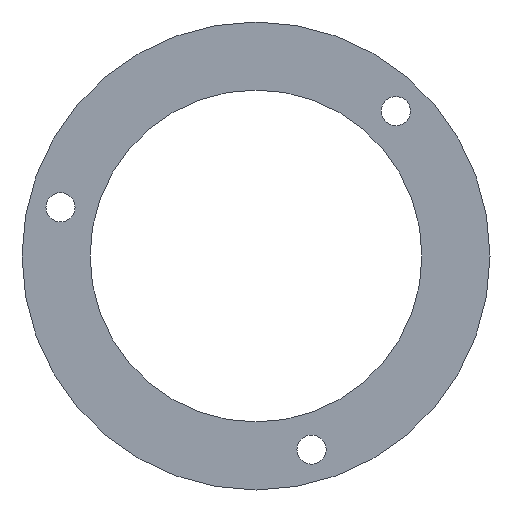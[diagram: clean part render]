
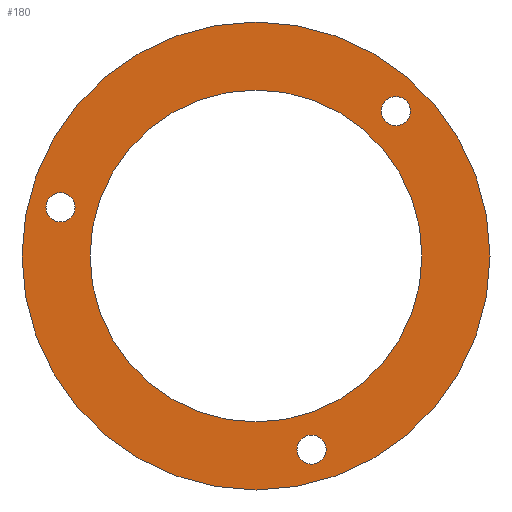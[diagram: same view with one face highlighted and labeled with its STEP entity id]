
A CAD part, front view. The second image highlights one B-rep face of the part: STEP entity #180.
In plain terms, the highlighted planar face has unit normal (0, -1, 0).
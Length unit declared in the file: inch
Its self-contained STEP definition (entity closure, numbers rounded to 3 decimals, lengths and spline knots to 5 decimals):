
#4 = EDGE_CURVE ( 'NONE', #363, #473, #336, .T. ) ;
#12 = EDGE_CURVE ( 'NONE', #426, #441, #338, .T. ) ;
#21 = EDGE_CURVE ( 'NONE', #441, #426, #333, .T. ) ;
#22 = AXIS2_PLACEMENT_3D ( 'NONE', #158, #157, #153 ) ;
#41 = DIRECTION ( 'NONE',  ( 0., 0., 1. ) ) ;
#43 = DIRECTION ( 'NONE',  ( 0., 1., 0. ) ) ;
#45 = CARTESIAN_POINT ( 'NONE',  ( -0.60356, 0.265, 0.15033 ) ) ;
#53 = AXIS2_PLACEMENT_3D ( 'NONE', #301, #204, #75 ) ;
#58 = AXIS2_PLACEMENT_3D ( 'NONE', #137, #136, #125 ) ;
#75 = DIRECTION ( 'NONE',  ( 0., 0., 1. ) ) ;
#89 = DIRECTION ( 'NONE',  ( 0., 1., 0. ) ) ;
#90 = AXIS2_PLACEMENT_3D ( 'NONE', #45, #43, #41 ) ;
#105 = EDGE_CURVE ( 'NONE', #402, #396, #309, .T. ) ;
#106 = AXIS2_PLACEMENT_3D ( 'NONE', #415, #458, #245 ) ;
#108 = CARTESIAN_POINT ( 'NONE',  ( 0., 0.265, -0.7225 ) ) ;
#123 = CARTESIAN_POINT ( 'NONE',  ( 0.43197, 0.265, 0.40253 ) ) ;
#125 = DIRECTION ( 'NONE',  ( 0., 0., 1. ) ) ;
#126 = AXIS2_PLACEMENT_3D ( 'NONE', #388, #89, #424 ) ;
#130 = CARTESIAN_POINT ( 'NONE',  ( 0., 0.265, 0.7225 ) ) ;
#132 = CARTESIAN_POINT ( 'NONE',  ( 0., 0.265, 0. ) ) ;
#133 = EDGE_CURVE ( 'NONE', #473, #363, #294, .T. ) ;
#135 = DIRECTION ( 'NONE',  ( 0., -1., 0. ) ) ;
#136 = DIRECTION ( 'NONE',  ( 0., -1., 0. ) ) ;
#137 = CARTESIAN_POINT ( 'NONE',  ( 0.43197, 0.265, 0.44753 ) ) ;
#139 = DIRECTION ( 'NONE',  ( 0., 0., 1. ) ) ;
#143 = CARTESIAN_POINT ( 'NONE',  ( 0.17159, 0.265, -0.55286 ) ) ;
#151 = DIRECTION ( 'NONE',  ( 0., 0., 1. ) ) ;
#153 = DIRECTION ( 'NONE',  ( 0., 0., 1. ) ) ;
#155 = DIRECTION ( 'NONE',  ( 0., 1., 0. ) ) ;
#157 = DIRECTION ( 'NONE',  ( 0., -1., 0. ) ) ;
#158 = CARTESIAN_POINT ( 'NONE',  ( 0.43197, 0.265, 0.44753 ) ) ;
#168 = CARTESIAN_POINT ( 'NONE',  ( 0., 0.265, 0. ) ) ;
#171 = CARTESIAN_POINT ( 'NONE',  ( 0.17159, 0.265, -0.59786 ) ) ;
#175 = DIRECTION ( 'NONE',  ( 0., 0., 1. ) ) ;
#176 = DIRECTION ( 'NONE',  ( 0., 0., 1. ) ) ;
#179 = DIRECTION ( 'NONE',  ( 0., 1., 0. ) ) ;
#180 = ADVANCED_FACE ( 'NONE', ( #279, #273, #277, #278, #276 ), #375, .T. ) ;
#181 = CARTESIAN_POINT ( 'NONE',  ( 0.17159, 0.265, -0.59786 ) ) ;
#182 = AXIS2_PLACEMENT_3D ( 'NONE', #132, #135, #139 ) ;
#183 = DIRECTION ( 'NONE',  ( 0., 1., 0. ) ) ;
#184 = CARTESIAN_POINT ( 'NONE',  ( 0., 0.265, -0.5125 ) ) ;
#185 = EDGE_CURVE ( 'NONE', #396, #402, #269, .T. ) ;
#190 = CARTESIAN_POINT ( 'NONE',  ( -0.60356, 0.265, 0.10533 ) ) ;
#199 = DIRECTION ( 'NONE',  ( 0., 0., 1. ) ) ;
#201 = AXIS2_PLACEMENT_3D ( 'NONE', #168, #155, #151 ) ;
#204 = DIRECTION ( 'NONE',  ( 0., 1., 0. ) ) ;
#230 = EDGE_CURVE ( 'NONE', #428, #452, #271, .T. ) ;
#239 = AXIS2_PLACEMENT_3D ( 'NONE', #247, #339, #199 ) ;
#245 = DIRECTION ( 'NONE',  ( -0.276, 0., 0.961 ) ) ;
#247 = CARTESIAN_POINT ( 'NONE',  ( 0., 0.265, 0. ) ) ;
#252 = CIRCLE ( 'NONE', #239, 0.7225 ) ;
#256 = CIRCLE ( 'NONE', #201, 0.5125 ) ;
#258 = CIRCLE ( 'NONE', #182, 0.7225 ) ;
#269 = CIRCLE ( 'NONE', #53, 0.045 ) ;
#271 = CIRCLE ( 'NONE', #126, 0.5125 ) ;
#273 = FACE_BOUND ( 'NONE', #370, .T. ) ;
#276 = FACE_OUTER_BOUND ( 'NONE', #369, .T. ) ;
#277 = FACE_BOUND ( 'NONE', #371, .T. ) ;
#278 = FACE_BOUND ( 'NONE', #461, .T. ) ;
#279 = FACE_BOUND ( 'NONE', #354, .T. ) ;
#294 = CIRCLE ( 'NONE', #307, 0.045 ) ;
#301 = CARTESIAN_POINT ( 'NONE',  ( -0.60356, 0.265, 0.15033 ) ) ;
#307 = AXIS2_PLACEMENT_3D ( 'NONE', #171, #183, #175 ) ;
#309 = CIRCLE ( 'NONE', #90, 0.045 ) ;
#312 = EDGE_CURVE ( 'NONE', #342, #344, #258, .T. ) ;
#314 = CARTESIAN_POINT ( 'NONE',  ( 0., 0.265, 0.5125 ) ) ;
#333 = CIRCLE ( 'NONE', #58, 0.045 ) ;
#336 = CIRCLE ( 'NONE', #466, 0.045 ) ;
#338 = CIRCLE ( 'NONE', #22, 0.045 ) ;
#339 = DIRECTION ( 'NONE',  ( 0., -1., 0. ) ) ;
#342 = VERTEX_POINT ( 'NONE', #108 ) ;
#343 = EDGE_CURVE ( 'NONE', #452, #428, #256, .T. ) ;
#344 = VERTEX_POINT ( 'NONE', #130 ) ;
#354 = EDGE_LOOP ( 'NONE', ( #449, #434 ) ) ;
#363 = VERTEX_POINT ( 'NONE', #143 ) ;
#369 = EDGE_LOOP ( 'NONE', ( #398, #470 ) ) ;
#370 = EDGE_LOOP ( 'NONE', ( #433, #450 ) ) ;
#371 = EDGE_LOOP ( 'NONE', ( #414, #474 ) ) ;
#375 = PLANE ( 'NONE',  #106 ) ;
#388 = CARTESIAN_POINT ( 'NONE',  ( 0., 0.265, 0. ) ) ;
#396 = VERTEX_POINT ( 'NONE', #439 ) ;
#398 = ORIENTED_EDGE ( 'NONE', *, *, #435, .T. ) ;
#402 = VERTEX_POINT ( 'NONE', #190 ) ;
#405 = ORIENTED_EDGE ( 'NONE', *, *, #185, .T. ) ;
#414 = ORIENTED_EDGE ( 'NONE', *, *, #343, .T. ) ;
#415 = CARTESIAN_POINT ( 'NONE',  ( 0.9045, 0.265, -0.50109 ) ) ;
#424 = DIRECTION ( 'NONE',  ( 0., 0., 1. ) ) ;
#426 = VERTEX_POINT ( 'NONE', #123 ) ;
#428 = VERTEX_POINT ( 'NONE', #184 ) ;
#433 = ORIENTED_EDGE ( 'NONE', *, *, #4, .T. ) ;
#434 = ORIENTED_EDGE ( 'NONE', *, *, #12, .F. ) ;
#435 = EDGE_CURVE ( 'NONE', #344, #342, #252, .T. ) ;
#439 = CARTESIAN_POINT ( 'NONE',  ( -0.60356, 0.265, 0.19533 ) ) ;
#441 = VERTEX_POINT ( 'NONE', #459 ) ;
#449 = ORIENTED_EDGE ( 'NONE', *, *, #21, .F. ) ;
#450 = ORIENTED_EDGE ( 'NONE', *, *, #133, .T. ) ;
#452 = VERTEX_POINT ( 'NONE', #314 ) ;
#458 = DIRECTION ( 'NONE',  ( 0., -1., 0. ) ) ;
#459 = CARTESIAN_POINT ( 'NONE',  ( 0.43197, 0.265, 0.49253 ) ) ;
#460 = CARTESIAN_POINT ( 'NONE',  ( 0.17159, 0.265, -0.64286 ) ) ;
#461 = EDGE_LOOP ( 'NONE', ( #405, #462 ) ) ;
#462 = ORIENTED_EDGE ( 'NONE', *, *, #105, .T. ) ;
#466 = AXIS2_PLACEMENT_3D ( 'NONE', #181, #179, #176 ) ;
#470 = ORIENTED_EDGE ( 'NONE', *, *, #312, .T. ) ;
#473 = VERTEX_POINT ( 'NONE', #460 ) ;
#474 = ORIENTED_EDGE ( 'NONE', *, *, #230, .T. ) ;
